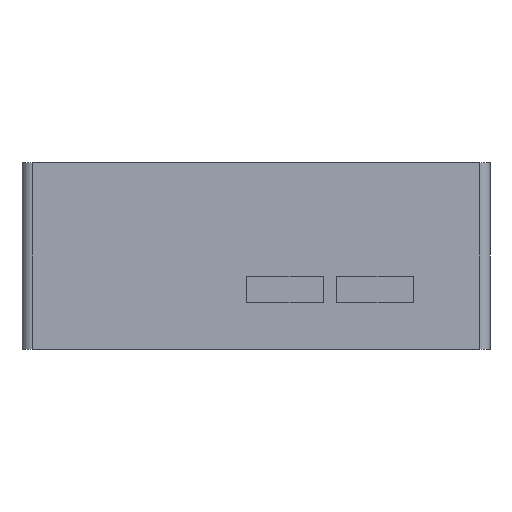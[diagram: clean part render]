
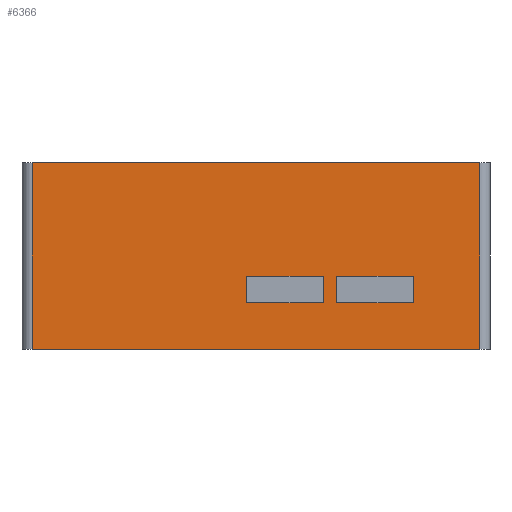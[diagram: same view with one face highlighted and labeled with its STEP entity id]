
A CAD part, front view. The second image highlights one B-rep face of the part: STEP entity #6366.
In plain terms, the highlighted planar face has unit normal (0, -1, 0).
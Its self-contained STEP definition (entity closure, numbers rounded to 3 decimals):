
#44=FACE_BOUND('',#899,.T.);
#45=FACE_BOUND('',#900,.T.);
#207=PLANE('',#6778);
#541=FACE_OUTER_BOUND('',#898,.T.);
#898=EDGE_LOOP('',(#5423,#5424,#5425,#5426));
#899=EDGE_LOOP('',(#5427,#5428,#5429,#5430));
#900=EDGE_LOOP('',(#5431,#5432,#5433,#5434));
#1918=LINE('',#18596,#2246);
#1928=LINE('',#18617,#2256);
#1930=LINE('',#18621,#2258);
#1932=LINE('',#18625,#2260);
#1934=LINE('',#18628,#2262);
#1936=LINE('',#18633,#2264);
#1938=LINE('',#18637,#2266);
#1940=LINE('',#18641,#2268);
#1942=LINE('',#18644,#2270);
#1959=LINE('',#22416,#2287);
#1961=LINE('',#22422,#2289);
#1962=LINE('',#22423,#2290);
#2246=VECTOR('',#7721,10.);
#2256=VECTOR('',#7741,10.);
#2258=VECTOR('',#7745,10.);
#2260=VECTOR('',#7749,10.);
#2262=VECTOR('',#7753,10.);
#2264=VECTOR('',#7757,10.);
#2266=VECTOR('',#7761,10.);
#2268=VECTOR('',#7765,10.);
#2270=VECTOR('',#7769,10.);
#2287=VECTOR('',#7866,10.);
#2289=VECTOR('',#7872,10.);
#2290=VECTOR('',#7873,10.);
#2818=VERTEX_POINT('',#18582);
#2824=VERTEX_POINT('',#18594);
#2829=VERTEX_POINT('',#18614);
#2830=VERTEX_POINT('',#18616);
#2831=VERTEX_POINT('',#18620);
#2832=VERTEX_POINT('',#18624);
#2833=VERTEX_POINT('',#18630);
#2834=VERTEX_POINT('',#18632);
#2835=VERTEX_POINT('',#18636);
#2836=VERTEX_POINT('',#18640);
#2861=VERTEX_POINT('',#22415);
#2863=VERTEX_POINT('',#22421);
#3642=EDGE_CURVE('',#2824,#2818,#1918,.T.);
#3652=EDGE_CURVE('',#2830,#2829,#1928,.T.);
#3654=EDGE_CURVE('',#2831,#2830,#1930,.T.);
#3656=EDGE_CURVE('',#2832,#2831,#1932,.T.);
#3658=EDGE_CURVE('',#2829,#2832,#1934,.T.);
#3660=EDGE_CURVE('',#2834,#2833,#1936,.T.);
#3662=EDGE_CURVE('',#2835,#2834,#1938,.T.);
#3664=EDGE_CURVE('',#2836,#2835,#1940,.T.);
#3666=EDGE_CURVE('',#2833,#2836,#1942,.T.);
#3745=EDGE_CURVE('',#2818,#2861,#1959,.T.);
#3748=EDGE_CURVE('',#2863,#2824,#1961,.T.);
#3749=EDGE_CURVE('',#2861,#2863,#1962,.T.);
#5423=ORIENTED_EDGE('',*,*,#3745,.F.);
#5424=ORIENTED_EDGE('',*,*,#3642,.F.);
#5425=ORIENTED_EDGE('',*,*,#3748,.F.);
#5426=ORIENTED_EDGE('',*,*,#3749,.F.);
#5427=ORIENTED_EDGE('',*,*,#3652,.T.);
#5428=ORIENTED_EDGE('',*,*,#3658,.T.);
#5429=ORIENTED_EDGE('',*,*,#3656,.T.);
#5430=ORIENTED_EDGE('',*,*,#3654,.T.);
#5431=ORIENTED_EDGE('',*,*,#3660,.T.);
#5432=ORIENTED_EDGE('',*,*,#3666,.T.);
#5433=ORIENTED_EDGE('',*,*,#3664,.T.);
#5434=ORIENTED_EDGE('',*,*,#3662,.T.);
#6366=ADVANCED_FACE('',(#541,#44,#45),#207,.T.);
#6778=AXIS2_PLACEMENT_3D('',#22420,#7870,#7871);
#7721=DIRECTION('',(1.,0.,0.));
#7741=DIRECTION('',(1.,0.,0.));
#7745=DIRECTION('',(0.,0.,1.));
#7749=DIRECTION('',(-1.,0.,0.));
#7753=DIRECTION('',(0.,0.,-1.));
#7757=DIRECTION('',(1.,0.,0.));
#7761=DIRECTION('',(0.,0.,1.));
#7765=DIRECTION('',(-1.,0.,0.));
#7769=DIRECTION('',(0.,0.,-1.));
#7866=DIRECTION('',(0.,0.,-1.));
#7870=DIRECTION('center_axis',(0.,-1.,0.));
#7871=DIRECTION('ref_axis',(1.,0.,0.));
#7872=DIRECTION('',(0.,0.,1.));
#7873=DIRECTION('',(-1.,0.,0.));
#18582=CARTESIAN_POINT('',(66.067,-51.357,28.));
#18594=CARTESIAN_POINT('',(-1.119,-51.357,28.));
#18596=CARTESIAN_POINT('',(67.567,-51.357,28.));
#18614=CARTESIAN_POINT('',(42.567,-51.357,11.));
#18616=CARTESIAN_POINT('',(31.067,-51.357,11.));
#18617=CARTESIAN_POINT('',(14.224,-51.357,11.));
#18620=CARTESIAN_POINT('',(31.067,-51.357,7.));
#18621=CARTESIAN_POINT('',(31.067,-51.357,3.5));
#18624=CARTESIAN_POINT('',(42.567,-51.357,7.));
#18625=CARTESIAN_POINT('',(19.974,-51.357,7.));
#18628=CARTESIAN_POINT('',(42.567,-51.357,5.5));
#18630=CARTESIAN_POINT('',(56.067,-51.357,11.));
#18632=CARTESIAN_POINT('',(44.567,-51.357,11.));
#18633=CARTESIAN_POINT('',(20.974,-51.357,11.));
#18636=CARTESIAN_POINT('',(44.567,-51.357,7.));
#18637=CARTESIAN_POINT('',(44.567,-51.357,3.5));
#18640=CARTESIAN_POINT('',(56.067,-51.357,7.));
#18641=CARTESIAN_POINT('',(26.724,-51.357,7.));
#18644=CARTESIAN_POINT('',(56.067,-51.357,5.5));
#22415=CARTESIAN_POINT('',(66.067,-51.357,0.));
#22416=CARTESIAN_POINT('',(66.067,-51.357,0.));
#22420=CARTESIAN_POINT('Origin',(-2.619,-51.357,0.));
#22421=CARTESIAN_POINT('',(-1.119,-51.357,0.));
#22422=CARTESIAN_POINT('',(-1.119,-51.357,0.));
#22423=CARTESIAN_POINT('',(67.567,-51.357,0.));
